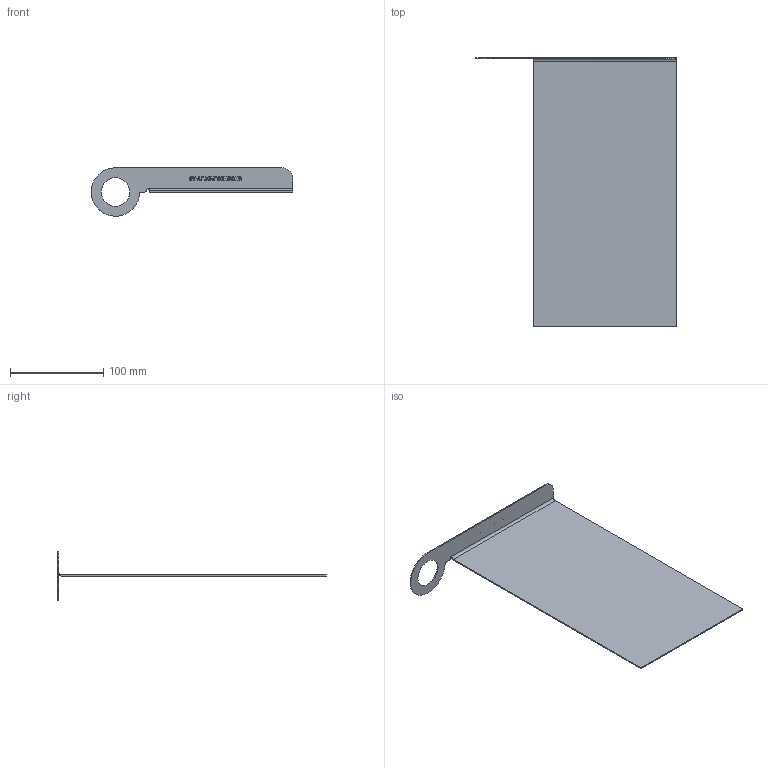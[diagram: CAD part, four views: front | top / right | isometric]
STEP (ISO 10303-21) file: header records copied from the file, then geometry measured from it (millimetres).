
FILE_DESCRIPTION((''),'2;1');
FILE_NAME('186133_ASM','2015-02-02T',('pdmadmin'),(''),'PRO/ENGINEER BY PARAMETRIC TECHNOLOGY CORPORATION, 2013230','PRO/ENGINEER BY PARAMETRIC TECHNOLOGY CORPORATION, 2013230','');
FILE_SCHEMA(('CONFIG_CONTROL_DESIGN'));
Length unit declared in the file: millimetre
Products named in the file (2): 186134; 186133_ASM
Assembly tree (1 placements, depth 2):
  186133_ASM
    186134
Bounding box: 215.99 x 288 x 51.97 mm (x, y, z)
Volume: 59655.4 mm3; surface area: 100856.8 mm2
Topology: 1 solids, 1 shells, 453 faces, 1281 edges, 852 vertices
Faces by surface type: plane 441, cylinder 11, bspline 1
Entity records: 14482 total; most frequent: CARTESIAN_POINT 2636, ORIENTED_EDGE 2562, DIRECTION 2213, EDGE_CURVE 1281, VECTOR 1255, LINE 1255, VERTEX_POINT 852, AXIS2_PLACEMENT_3D 479
